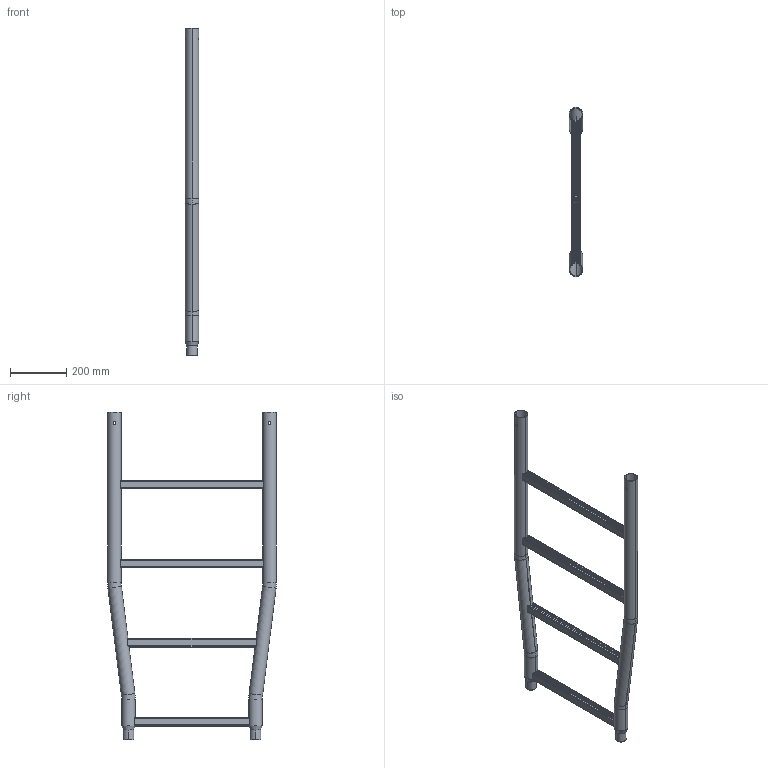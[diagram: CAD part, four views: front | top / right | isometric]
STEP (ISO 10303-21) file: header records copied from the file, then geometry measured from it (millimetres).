
FILE_DESCRIPTION (( 'STEP AP203' ), '1' );
FILE_NAME ('6290050004.STEP', '2024-04-24T11:25:24', ( '' ), ( '' ), 'SwSTEP 2.0', 'SolidWorks 2022', '' );
FILE_SCHEMA (( 'CONFIG_CONTROL_DESIGN' ));
Length unit declared in the file: metre
Products named in the file (1): 6290050004
Bounding box: 48 x 598 x 1159.96 mm (x, y, z)
Volume: 931203.3 mm3; surface area: 1090572.5 mm2
Topology: 6 solids, 6 shells, 332 faces, 944 edges, 616 vertices
Faces by surface type: cylinder 192, plane 116, torus 16, cone 8
Entity records: 11439 total; most frequent: CARTESIAN_POINT 3589, ORIENTED_EDGE 1888, DIRECTION 1346, EDGE_CURVE 944, VERTEX_POINT 616, VECTOR 504, LINE 504, AXIS2_PLACEMENT_3D 421
